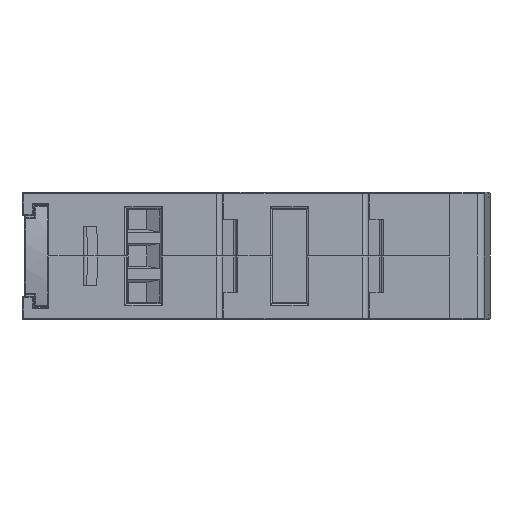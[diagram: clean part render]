
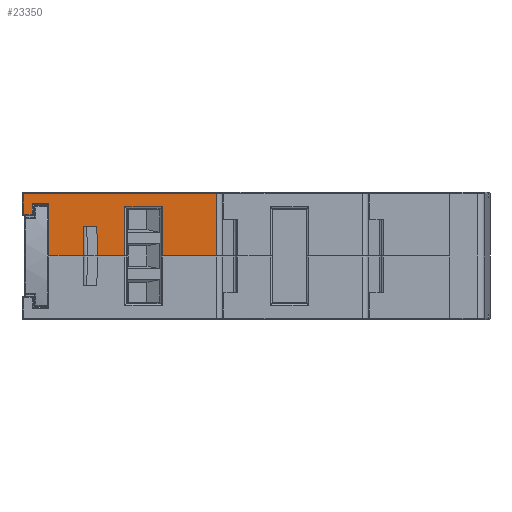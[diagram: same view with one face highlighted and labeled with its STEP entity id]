
A CAD part, front view. The second image highlights one B-rep face of the part: STEP entity #23350.
In plain terms, the highlighted planar face has unit normal (0, -1, 0).
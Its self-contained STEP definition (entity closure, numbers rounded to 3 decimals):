
#29 = LINE ( 'NONE', #12687, #3604 ) ;
#91 = VECTOR ( 'NONE', #6514, 1000. ) ;
#195 = LINE ( 'NONE', #9535, #7909 ) ;
#303 = CARTESIAN_POINT ( 'NONE',  ( 24., -45., 0. ) ) ;
#446 = ORIENTED_EDGE ( 'NONE', *, *, #25629, .T. ) ;
#616 = VERTEX_POINT ( 'NONE', #18364 ) ;
#1005 = ORIENTED_EDGE ( 'NONE', *, *, #10932, .T. ) ;
#1054 = ORIENTED_EDGE ( 'NONE', *, *, #31630, .T. ) ;
#1345 = VECTOR ( 'NONE', #21328, 1000. ) ;
#1681 = DIRECTION ( 'NONE',  ( 0., 0., 1. ) ) ;
#2394 = EDGE_CURVE ( 'NONE', #616, #14305, #29, .T. ) ;
#3343 = CARTESIAN_POINT ( 'NONE',  ( -2.1, -45., 5.7 ) ) ;
#3604 = VECTOR ( 'NONE', #31822, 1000. ) ;
#3734 = LINE ( 'NONE', #16030, #30554 ) ;
#4233 = CARTESIAN_POINT ( 'NONE',  ( 24., -45., 0. ) ) ;
#4416 = CARTESIAN_POINT ( 'NONE',  ( 24., -45., 8.55 ) ) ;
#4644 = ORIENTED_EDGE ( 'NONE', *, *, #8893, .T. ) ;
#4648 = VECTOR ( 'NONE', #36559, 1000. ) ;
#5187 = DIRECTION ( 'NONE',  ( -1., 0., 0. ) ) ;
#5607 = ORIENTED_EDGE ( 'NONE', *, *, #39829, .T. ) ;
#5801 = PLANE ( 'NONE',  #33812 ) ;
#6399 = CARTESIAN_POINT ( 'NONE',  ( -3.3, -45., 8.55 ) ) ;
#6514 = DIRECTION ( 'NONE',  ( 1., 0., 0. ) ) ;
#6653 = CARTESIAN_POINT ( 'NONE',  ( 10.617, -45., 0. ) ) ;
#7094 = ORIENTED_EDGE ( 'NONE', *, *, #23473, .T. ) ;
#7313 = CARTESIAN_POINT ( 'NONE',  ( 23.2, -45., 8.55 ) ) ;
#7909 = VECTOR ( 'NONE', #22631, 1000. ) ;
#8893 = EDGE_CURVE ( 'NONE', #27543, #14791, #12018, .T. ) ;
#9535 = CARTESIAN_POINT ( 'NONE',  ( 0.2, -45., 8.75 ) ) ;
#10613 = LINE ( 'NONE', #37905, #35053 ) ;
#10827 = CARTESIAN_POINT ( 'NONE',  ( -2.1, -45., 8.75 ) ) ;
#10932 = EDGE_CURVE ( 'NONE', #29294, #18135, #20030, .T. ) ;
#11211 = CARTESIAN_POINT ( 'NONE',  ( 4.883, -45., 0. ) ) ;
#12018 = LINE ( 'NONE', #24921, #26263 ) ;
#12360 = ORIENTED_EDGE ( 'NONE', *, *, #25307, .T. ) ;
#12416 = DIRECTION ( 'NONE',  ( 1., 0., 0. ) ) ;
#12687 = CARTESIAN_POINT ( 'NONE',  ( 24., -45., 5.7 ) ) ;
#13378 = LINE ( 'NONE', #303, #91 ) ;
#13537 = DIRECTION ( 'NONE',  ( 1., 0., 0. ) ) ;
#13562 = DIRECTION ( 'NONE',  ( -1., 0., 0. ) ) ;
#14305 = VERTEX_POINT ( 'NONE', #3343 ) ;
#14458 = VERTEX_POINT ( 'NONE', #11211 ) ;
#14554 = ORIENTED_EDGE ( 'NONE', *, *, #40847, .F. ) ;
#14791 = VERTEX_POINT ( 'NONE', #23033 ) ;
#15039 = VECTOR ( 'NONE', #31705, 1000. ) ;
#15461 = VECTOR ( 'NONE', #1681, 1000. ) ;
#15814 = VECTOR ( 'NONE', #21922, 1000. ) ;
#16030 = CARTESIAN_POINT ( 'NONE',  ( -3.3, -45., 8.75 ) ) ;
#16118 = CARTESIAN_POINT ( 'NONE',  ( 24., -45., 7.2 ) ) ;
#16299 = VECTOR ( 'NONE', #36762, 1000. ) ;
#16439 = EDGE_CURVE ( 'NONE', #20776, #14458, #13378, .T. ) ;
#16709 = DIRECTION ( 'NONE',  ( 1., 0., 0. ) ) ;
#17786 = LINE ( 'NONE', #18404, #1345 ) ;
#17989 = CARTESIAN_POINT ( 'NONE',  ( 23.2, -45., 8.75 ) ) ;
#18135 = VERTEX_POINT ( 'NONE', #6653 ) ;
#18364 = CARTESIAN_POINT ( 'NONE',  ( -3.3, -45., 5.7 ) ) ;
#18404 = CARTESIAN_POINT ( 'NONE',  ( 24., -45., 4. ) ) ;
#20030 = LINE ( 'NONE', #4233, #27755 ) ;
#20100 = CARTESIAN_POINT ( 'NONE',  ( 0.2, -45., 0. ) ) ;
#20218 = LINE ( 'NONE', #4416, #32511 ) ;
#20441 = VERTEX_POINT ( 'NONE', #34522 ) ;
#20776 = VERTEX_POINT ( 'NONE', #20100 ) ;
#21132 = CARTESIAN_POINT ( 'NONE',  ( 6.817, -45., 0. ) ) ;
#21146 = VECTOR ( 'NONE', #34498, 1000. ) ;
#21183 = FACE_OUTER_BOUND ( 'NONE', #21473, .T. ) ;
#21328 = DIRECTION ( 'NONE',  ( -1., 0., 0. ) ) ;
#21353 = CARTESIAN_POINT ( 'NONE',  ( 6.782, -45., 4. ) ) ;
#21473 = EDGE_LOOP ( 'NONE', ( #4644, #12360, #5607, #27172, #24800, #1054, #24291, #7094, #38554, #31258, #14554, #40811, #1005, #30745, #36131, #446 ) ) ;
#21617 = VERTEX_POINT ( 'NONE', #36595 ) ;
#21922 = DIRECTION ( 'NONE',  ( 0., 0., 1. ) ) ;
#22631 = DIRECTION ( 'NONE',  ( 0., 0., -1. ) ) ;
#23033 = CARTESIAN_POINT ( 'NONE',  ( 23.2, -45., 0. ) ) ;
#23067 = LINE ( 'NONE', #36351, #4648 ) ;
#23099 = DIRECTION ( 'NONE',  ( -0.009, 0., -1. ) ) ;
#23350 = ADVANCED_FACE ( 'NONE', ( #21183 ), #5801, .F. ) ;
#23473 = EDGE_CURVE ( 'NONE', #27866, #20776, #195, .T. ) ;
#24291 = ORIENTED_EDGE ( 'NONE', *, *, #41025, .T. ) ;
#24800 = ORIENTED_EDGE ( 'NONE', *, *, #2394, .T. ) ;
#24921 = CARTESIAN_POINT ( 'NONE',  ( 24., -45., 0. ) ) ;
#25065 = CARTESIAN_POINT ( 'NONE',  ( -2.1, -45., 7.2 ) ) ;
#25307 = EDGE_CURVE ( 'NONE', #14791, #31613, #27548, .T. ) ;
#25367 = EDGE_CURVE ( 'NONE', #21617, #20441, #10613, .T. ) ;
#25629 = EDGE_CURVE ( 'NONE', #20441, #27543, #37194, .T. ) ;
#25812 = CARTESIAN_POINT ( 'NONE',  ( 4.961, -45., 8.916 ) ) ;
#26160 = CARTESIAN_POINT ( 'NONE',  ( 0.2, -45., 7.2 ) ) ;
#26263 = VECTOR ( 'NONE', #12416, 1000. ) ;
#27172 = ORIENTED_EDGE ( 'NONE', *, *, #40052, .T. ) ;
#27543 = VERTEX_POINT ( 'NONE', #32250 ) ;
#27548 = LINE ( 'NONE', #17989, #15814 ) ;
#27755 = VECTOR ( 'NONE', #16709, 1000. ) ;
#27866 = VERTEX_POINT ( 'NONE', #26160 ) ;
#28876 = EDGE_CURVE ( 'NONE', #29304, #14458, #35560, .T. ) ;
#29294 = VERTEX_POINT ( 'NONE', #21132 ) ;
#29304 = VERTEX_POINT ( 'NONE', #39612 ) ;
#30341 = CARTESIAN_POINT ( 'NONE',  ( 24., -45., 8.75 ) ) ;
#30554 = VECTOR ( 'NONE', #37831, 1000. ) ;
#30745 = ORIENTED_EDGE ( 'NONE', *, *, #34216, .T. ) ;
#31258 = ORIENTED_EDGE ( 'NONE', *, *, #28876, .F. ) ;
#31511 = LINE ( 'NONE', #16118, #15039 ) ;
#31613 = VERTEX_POINT ( 'NONE', #7313 ) ;
#31630 = EDGE_CURVE ( 'NONE', #14305, #36421, #39481, .T. ) ;
#31705 = DIRECTION ( 'NONE',  ( 1., 0., 0. ) ) ;
#31822 = DIRECTION ( 'NONE',  ( 1., 0., 0. ) ) ;
#31972 = VECTOR ( 'NONE', #23099, 1000. ) ;
#32250 = CARTESIAN_POINT ( 'NONE',  ( 15.783, -45., 0. ) ) ;
#32511 = VECTOR ( 'NONE', #13562, 1000. ) ;
#33075 = VERTEX_POINT ( 'NONE', #6399 ) ;
#33812 = AXIS2_PLACEMENT_3D ( 'NONE', #30341, #40264, #5187 ) ;
#34096 = CARTESIAN_POINT ( 'NONE',  ( 15.783, -45., 8.75 ) ) ;
#34216 = EDGE_CURVE ( 'NONE', #18135, #21617, #34417, .T. ) ;
#34417 = LINE ( 'NONE', #36149, #16299 ) ;
#34498 = DIRECTION ( 'NONE',  ( 0., 0., -1. ) ) ;
#34522 = CARTESIAN_POINT ( 'NONE',  ( 15.783, -45., 6.733 ) ) ;
#35053 = VECTOR ( 'NONE', #13537, 1000. ) ;
#35560 = LINE ( 'NONE', #25812, #31972 ) ;
#36131 = ORIENTED_EDGE ( 'NONE', *, *, #25367, .T. ) ;
#36149 = CARTESIAN_POINT ( 'NONE',  ( 10.617, -45., 8.75 ) ) ;
#36351 = CARTESIAN_POINT ( 'NONE',  ( 6.742, -45., 8.599 ) ) ;
#36421 = VERTEX_POINT ( 'NONE', #25065 ) ;
#36559 = DIRECTION ( 'NONE',  ( -0.009, 0., 1. ) ) ;
#36595 = CARTESIAN_POINT ( 'NONE',  ( 10.617, -45., 6.733 ) ) ;
#36762 = DIRECTION ( 'NONE',  ( 0., 0., 1. ) ) ;
#37194 = LINE ( 'NONE', #34096, #21146 ) ;
#37831 = DIRECTION ( 'NONE',  ( 0., 0., -1. ) ) ;
#37905 = CARTESIAN_POINT ( 'NONE',  ( 24., -45., 6.733 ) ) ;
#38554 = ORIENTED_EDGE ( 'NONE', *, *, #16439, .T. ) ;
#38697 = VERTEX_POINT ( 'NONE', #21353 ) ;
#39481 = LINE ( 'NONE', #10827, #15461 ) ;
#39612 = CARTESIAN_POINT ( 'NONE',  ( 4.918, -45., 4. ) ) ;
#39829 = EDGE_CURVE ( 'NONE', #31613, #33075, #20218, .T. ) ;
#40052 = EDGE_CURVE ( 'NONE', #33075, #616, #3734, .T. ) ;
#40213 = EDGE_CURVE ( 'NONE', #29294, #38697, #23067, .T. ) ;
#40264 = DIRECTION ( 'NONE',  ( 0., 1., 0. ) ) ;
#40811 = ORIENTED_EDGE ( 'NONE', *, *, #40213, .F. ) ;
#40847 = EDGE_CURVE ( 'NONE', #38697, #29304, #17786, .T. ) ;
#41025 = EDGE_CURVE ( 'NONE', #36421, #27866, #31511, .T. ) ;
